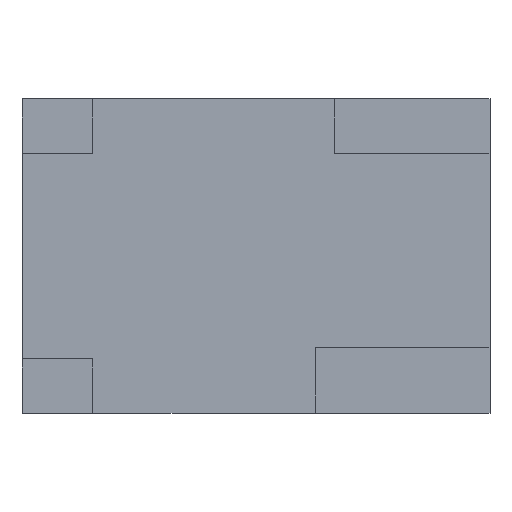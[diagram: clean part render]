
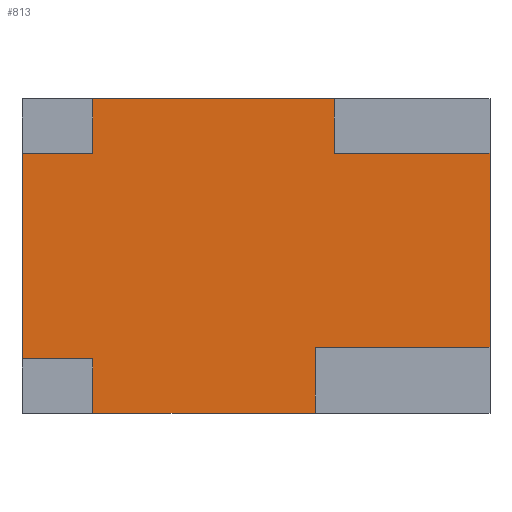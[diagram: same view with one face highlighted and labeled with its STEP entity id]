
A CAD part, front view. The second image highlights one B-rep face of the part: STEP entity #813.
In plain terms, the highlighted planar face has unit normal (0, -1, 0).
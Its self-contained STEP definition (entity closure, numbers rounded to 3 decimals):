
#72=FACE_OUTER_BOUND('',#116,.T.);
#116=EDGE_LOOP('',(#570,#571,#572,#573,#574,#575,#576,#577,#578,#579,#580,
#581));
#159=LINE('',#1134,#260);
#163=LINE('',#1142,#264);
#168=LINE('',#1153,#269);
#172=LINE('',#1161,#273);
#177=LINE('',#1171,#278);
#178=LINE('',#1173,#279);
#179=LINE('',#1175,#280);
#180=LINE('',#1177,#281);
#181=LINE('',#1179,#282);
#182=LINE('',#1181,#283);
#183=LINE('',#1182,#284);
#184=LINE('',#1183,#285);
#260=VECTOR('',#923,10.);
#264=VECTOR('',#929,10.);
#269=VECTOR('',#938,10.);
#273=VECTOR('',#944,10.);
#278=VECTOR('',#953,10.);
#279=VECTOR('',#954,10.);
#280=VECTOR('',#955,10.);
#281=VECTOR('',#956,10.);
#282=VECTOR('',#957,10.);
#283=VECTOR('',#958,10.);
#284=VECTOR('',#959,10.);
#285=VECTOR('',#960,10.);
#361=VERTEX_POINT('',#1132);
#362=VERTEX_POINT('',#1133);
#365=VERTEX_POINT('',#1141);
#368=VERTEX_POINT('',#1151);
#369=VERTEX_POINT('',#1152);
#372=VERTEX_POINT('',#1160);
#375=VERTEX_POINT('',#1170);
#376=VERTEX_POINT('',#1172);
#377=VERTEX_POINT('',#1174);
#378=VERTEX_POINT('',#1176);
#379=VERTEX_POINT('',#1178);
#380=VERTEX_POINT('',#1180);
#435=EDGE_CURVE('',#361,#362,#159,.T.);
#439=EDGE_CURVE('',#362,#365,#163,.T.);
#444=EDGE_CURVE('',#368,#369,#168,.T.);
#448=EDGE_CURVE('',#369,#372,#172,.T.);
#453=EDGE_CURVE('',#375,#365,#177,.T.);
#454=EDGE_CURVE('',#375,#376,#178,.T.);
#455=EDGE_CURVE('',#376,#377,#179,.T.);
#456=EDGE_CURVE('',#378,#377,#180,.T.);
#457=EDGE_CURVE('',#378,#379,#181,.T.);
#458=EDGE_CURVE('',#379,#380,#182,.T.);
#459=EDGE_CURVE('',#368,#380,#183,.T.);
#460=EDGE_CURVE('',#361,#372,#184,.T.);
#570=ORIENTED_EDGE('',*,*,#439,.T.);
#571=ORIENTED_EDGE('',*,*,#453,.F.);
#572=ORIENTED_EDGE('',*,*,#454,.T.);
#573=ORIENTED_EDGE('',*,*,#455,.T.);
#574=ORIENTED_EDGE('',*,*,#456,.F.);
#575=ORIENTED_EDGE('',*,*,#457,.T.);
#576=ORIENTED_EDGE('',*,*,#458,.T.);
#577=ORIENTED_EDGE('',*,*,#459,.F.);
#578=ORIENTED_EDGE('',*,*,#444,.T.);
#579=ORIENTED_EDGE('',*,*,#448,.T.);
#580=ORIENTED_EDGE('',*,*,#460,.F.);
#581=ORIENTED_EDGE('',*,*,#435,.T.);
#774=PLANE('',#871);
#813=ADVANCED_FACE('',(#72),#774,.F.);
#871=AXIS2_PLACEMENT_3D('',#1169,#951,#952);
#923=DIRECTION('',(1.,0.,0.));
#929=DIRECTION('',(0.,0.,-1.));
#938=DIRECTION('',(0.,0.,-1.));
#944=DIRECTION('',(-1.,0.,0.));
#951=DIRECTION('center_axis',(0.,1.,0.));
#952=DIRECTION('ref_axis',(1.,0.,0.));
#953=DIRECTION('',(-1.,0.,0.));
#954=DIRECTION('',(0.,0.,1.));
#955=DIRECTION('',(1.,0.,0.));
#956=DIRECTION('',(0.,0.,-1.));
#957=DIRECTION('',(-1.,0.,0.));
#958=DIRECTION('',(0.,0.,1.));
#959=DIRECTION('',(1.,0.,0.));
#960=DIRECTION('',(0.,0.,1.));
#1132=CARTESIAN_POINT('',(0.,0.,-7.016));
#1133=CARTESIAN_POINT('',(1.91,0.,-7.016));
#1134=CARTESIAN_POINT('',(4.11,0.,-7.016));
#1141=CARTESIAN_POINT('',(1.91,0.,-8.48));
#1142=CARTESIAN_POINT('',(1.91,0.,-6.36));
#1151=CARTESIAN_POINT('',(1.91,0.,0.));
#1152=CARTESIAN_POINT('',(1.91,0.,-1.475));
#1153=CARTESIAN_POINT('',(1.91,0.,-2.858));
#1160=CARTESIAN_POINT('',(0.,0.,-1.475));
#1161=CARTESIAN_POINT('',(3.155,0.,-1.475));
#1169=CARTESIAN_POINT('Origin',(6.31,0.,-4.24));
#1170=CARTESIAN_POINT('',(7.909,0.,-8.48));
#1171=CARTESIAN_POINT('',(12.62,0.,-8.48));
#1172=CARTESIAN_POINT('',(7.909,0.,-6.703));
#1173=CARTESIAN_POINT('',(7.909,0.,-5.472));
#1174=CARTESIAN_POINT('',(12.62,0.,-6.703));
#1175=CARTESIAN_POINT('',(9.465,0.,-6.703));
#1176=CARTESIAN_POINT('',(12.62,0.,-1.475));
#1177=CARTESIAN_POINT('',(12.62,0.,0.));
#1178=CARTESIAN_POINT('',(8.415,0.,-1.475));
#1179=CARTESIAN_POINT('',(7.362,0.,-1.475));
#1180=CARTESIAN_POINT('',(8.415,0.,0.));
#1181=CARTESIAN_POINT('',(8.415,0.,-2.12));
#1182=CARTESIAN_POINT('',(0.,0.,0.));
#1183=CARTESIAN_POINT('',(0.,0.,-8.48));
